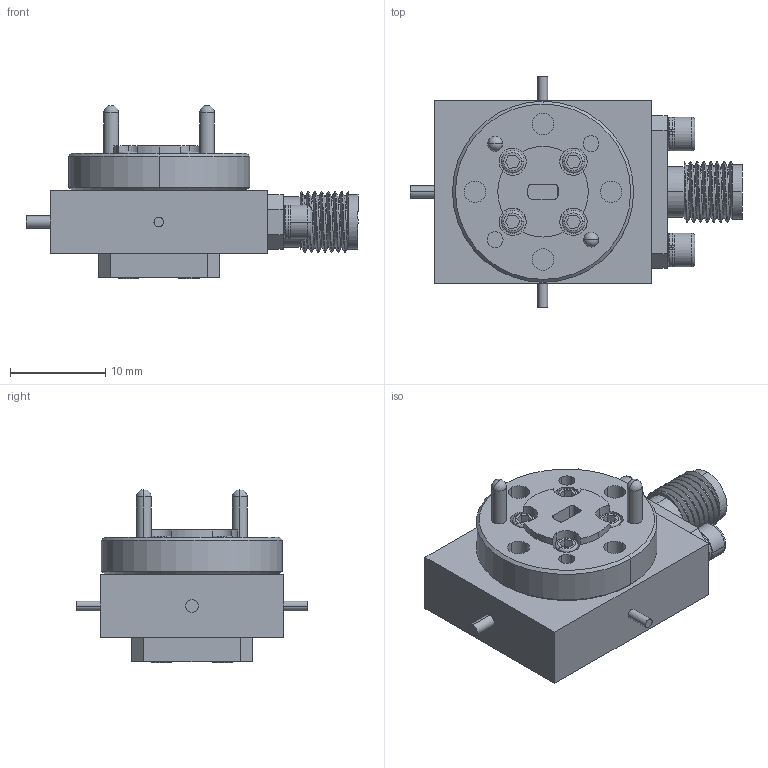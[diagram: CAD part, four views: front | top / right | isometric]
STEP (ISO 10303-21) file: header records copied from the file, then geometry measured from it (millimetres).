
FILE_DESCRIPTION (( 'STEP AP214' ), '1' );
FILE_NAME ('E-4X Outline Assembly.STEP', '2020-01-06T17:24:27', ( '' ), ( '' ), 'SwSTEP 2.0', 'SolidWorks 2019', '' );
FILE_SCHEMA (( 'AUTOMOTIVE_DESIGN' ));
Length unit declared in the file: millimetre
Products named in the file (15): E-4X Outline Assembly; E-2X Back Plate Outline; 2-56_Socket-Head_w_Split-Lock; WR12_Button-Flange; Part4^E-4X Outline Assembly; 2-56_Washer_Split-Lock; Female SMA; Part5^E-4X Outline Assembly; Guide_Pin; E-4X RF Block Outline; 2-56 SOCKET HEAD SCREW HEAD_1; Part6^E-4X Outline Assembly; 0-80_Socket-Head
Assembly tree (24 placements, depth 3):
  E-4X Outline Assembly
    E-4X RF Block Outline
    E-2X Back Plate Outline
    WR12_Button-Flange
      WR12_Button-Flange
      Guide_Pin  x2
      0-80_Socket-Head  x4
    0-80_Socket-Head  x4
    2-56_Socket-Head_w_Split-Lock
      2-56_Washer_Split-Lock
      2-56 SOCKET HEAD SCREW HEAD_1
    2-56_Socket-Head_w_Split-Lock
      2-56_Washer_Split-Lock
      2-56 SOCKET HEAD SCREW HEAD_1
    Part4^E-4X Outline Assembly
    Part5^E-4X Outline Assembly
    Part6^E-4X Outline Assembly
    Female SMA
Bounding box: 34.92 x 24.38 x 18.2 mm (x, y, z)
Volume: 4583.5 mm3; surface area: 4168.2 mm2
Topology: 21 solids, 21 shells, 393 faces, 926 edges, 600 vertices
Faces by surface type: cylinder 171, plane 171, torus 36, cone 8, bspline 7
Entity records: 9476 total; most frequent: CARTESIAN_POINT 2464, DIRECTION 1364, ORIENTED_EDGE 1196, EDGE_CURVE 598, AXIS2_PLACEMENT_3D 546, VERTEX_POINT 392, EDGE_LOOP 302, CIRCLE 280
